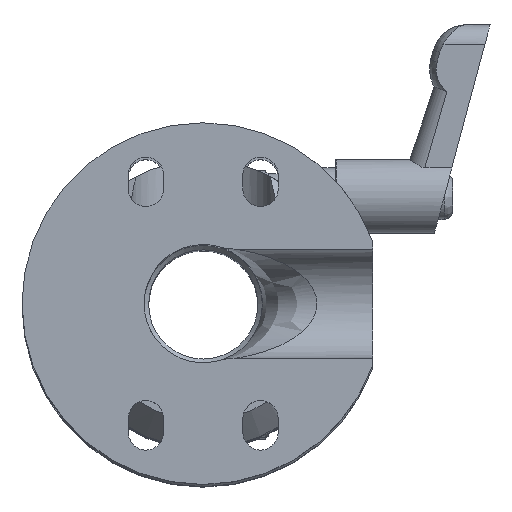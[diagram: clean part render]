
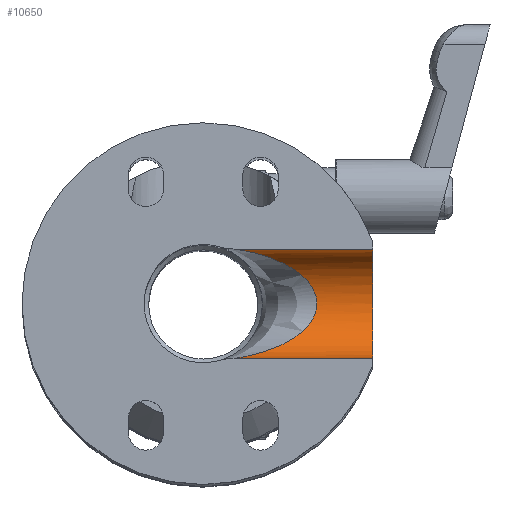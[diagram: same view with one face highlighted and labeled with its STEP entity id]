
A CAD part, top view. The second image highlights one B-rep face of the part: STEP entity #10650.
In plain terms, the highlighted cylindrical face has radius 9.525 mm (diameter 19.05 mm), a partial arc.
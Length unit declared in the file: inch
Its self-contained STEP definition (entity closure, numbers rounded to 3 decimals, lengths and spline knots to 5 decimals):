
#23 = CARTESIAN_POINT ( 'NONE',  ( 0.52552, -0.28988, 10.50241 ) ) ;
#25 = CARTESIAN_POINT ( 'NONE',  ( 0.58735, 0.2585, 10.46879 ) ) ;
#105 = CARTESIAN_POINT ( 'NONE',  ( 0.29758, -0.36128, 10.64025 ) ) ;
#839 = CARTESIAN_POINT ( 'NONE',  ( 0.76949, 0.06884, 10.37254 ) ) ;
#873 = CARTESIAN_POINT ( 'NONE',  ( 4.25069, 0., 10.74141 ) ) ;
#924 = CARTESIAN_POINT ( 'NONE',  ( 0.21875, 0.375, 10.72732 ) ) ;
#1047 = CARTESIAN_POINT ( 'NONE',  ( 0.75802, -0.09479, 10.37853 ) ) ;
#1119 = CARTESIAN_POINT ( 'NONE',  ( 0.61634, -0.24031, 10.45329 ) ) ;
#1200 = CARTESIAN_POINT ( 'NONE',  ( 0.78128, -0.01359, 10.3664 ) ) ;
#1207 = ORIENTED_EDGE ( 'NONE', *, *, #16077, .F. ) ;
#1726 = LINE ( 'NONE', #11888, #2881 ) ;
#1942 = CARTESIAN_POINT ( 'NONE',  ( 0.22427, 0.37421, 10.71378 ) ) ;
#2108 = CARTESIAN_POINT ( 'NONE',  ( 0.32889, 0.35443, 10.61837 ) ) ;
#2133 = DIRECTION ( 'NONE',  ( -1., 0., 0. ) ) ;
#2348 = VECTOR ( 'NONE', #12736, 39.37008 ) ;
#2374 = B_SPLINE_CURVE_WITH_KNOTS ( 'NONE', 3,
 ( #7406, #4916, #10320, #4995, #11264, #11606, #15247, #16587, #105, #12862, #15154, #3642, #8740, #6504, #23, #5246, #15333, #1119, #7496, #7565, #2530, #12533, #2459, #12613, #6247, #15502, #11345, #1047, #3816, #16497, #8838, #13966, #1200, #8915, #6328, #14041, #7645, #6423, #839, #2386, #4918, #13968, #5089, #6249, #8999, #7567, #14137, #16499, #9996, #11434, #25, #2532, #2633, #7746, #9895, #5908, #3537, #7052, #2108, #16157, #5982, #12415, #15982, #1942, #924, #14798 ),
 .UNSPECIFIED., .F., .F.,
 ( 4, 2, 2, 2, 2, 2, 2, 2, 2, 2, 2, 2, 2, 2, 2, 2, 2, 2, 2, 2, 2, 2, 2, 2, 2, 2, 2, 2, 2, 2, 2, 2, 4 ),
 ( 0., 0.01563, 0.03125, 0.0625, 0.09375, 0.125, 0.1875, 0.25, 0.28125, 0.3125, 0.34375, 0.375, 0.40625, 0.42188, 0.4375, 0.46875, 0.5, 0.51562, 0.53125, 0.5625, 0.57813, 0.59375, 0.625, 0.65625, 0.6875, 0.75, 0.78125, 0.8125, 0.875, 0.90625, 0.9375, 0.96875, 1. ),
 .UNSPECIFIED. ) ;
#2386 = CARTESIAN_POINT ( 'NONE',  ( 0.76103, 0.08855, 10.37695 ) ) ;
#2459 = CARTESIAN_POINT ( 'NONE',  ( 0.70523, -0.16856, 10.40618 ) ) ;
#2498 = VERTEX_POINT ( 'NONE', #9687 ) ;
#2530 = CARTESIAN_POINT ( 'NONE',  ( 0.66984, -0.20141, 10.42485 ) ) ;
#2532 = CARTESIAN_POINT ( 'NONE',  ( 0.54125, 0.2819, 10.49385 ) ) ;
#2558 = CARTESIAN_POINT ( 'NONE',  ( 1.165, 0.375, 10.74141 ) ) ;
#2633 = CARTESIAN_POINT ( 'NONE',  ( 0.52548, 0.28926, 10.50249 ) ) ;
#2690 = CARTESIAN_POINT ( 'NONE',  ( 4.25069, 0.375, 10.74141 ) ) ;
#2881 = VECTOR ( 'NONE', #8094, 39.37008 ) ;
#3299 = ORIENTED_EDGE ( 'NONE', *, *, #11807, .F. ) ;
#3537 = CARTESIAN_POINT ( 'NONE',  ( 0.39407, 0.33779, 10.57705 ) ) ;
#3642 = CARTESIAN_POINT ( 'NONE',  ( 0.39459, -0.33765, 10.57673 ) ) ;
#3816 = CARTESIAN_POINT ( 'NONE',  ( 0.76121, -0.08817, 10.37686 ) ) ;
#4916 = CARTESIAN_POINT ( 'NONE',  ( 0.21875, -0.375, 10.73439 ) ) ;
#4918 = CARTESIAN_POINT ( 'NONE',  ( 0.75788, 0.09506, 10.3786 ) ) ;
#4995 = CARTESIAN_POINT ( 'NONE',  ( 0.22518, -0.37405, 10.71387 ) ) ;
#5089 = CARTESIAN_POINT ( 'NONE',  ( 0.74711, 0.1144, 10.38422 ) ) ;
#5246 = CARTESIAN_POINT ( 'NONE',  ( 0.57198, -0.26631, 10.47714 ) ) ;
#5815 = DIRECTION ( 'NONE',  ( -1., 0., 0. ) ) ;
#5840 = CIRCLE ( 'NONE', #11442, 0.375 ) ;
#5908 = CARTESIAN_POINT ( 'NONE',  ( 0.42741, 0.32762, 10.5576 ) ) ;
#5982 = CARTESIAN_POINT ( 'NONE',  ( 0.28239, 0.36429, 10.65161 ) ) ;
#6247 = CARTESIAN_POINT ( 'NONE',  ( 0.73508, -0.13296, 10.39052 ) ) ;
#6249 = CARTESIAN_POINT ( 'NONE',  ( 0.7348, 0.13335, 10.39067 ) ) ;
#6328 = CARTESIAN_POINT ( 'NONE',  ( 0.78084, 0.01437, 10.36662 ) ) ;
#6423 = CARTESIAN_POINT ( 'NONE',  ( 0.77382, 0.05548, 10.37028 ) ) ;
#6504 = CARTESIAN_POINT ( 'NONE',  ( 0.49339, -0.30354, 10.52011 ) ) ;
#7052 = CARTESIAN_POINT ( 'NONE',  ( 0.34506, 0.35058, 10.60784 ) ) ;
#7406 = CARTESIAN_POINT ( 'NONE',  ( 0.21875, -0.375, 10.74141 ) ) ;
#7496 = CARTESIAN_POINT ( 'NONE',  ( 0.63035, -0.23107, 10.44581 ) ) ;
#7542 = CARTESIAN_POINT ( 'NONE',  ( 0.21875, 0.375, 10.74141 ) ) ;
#7565 = CARTESIAN_POINT ( 'NONE',  ( 0.6571, -0.21162, 10.43159 ) ) ;
#7567 = CARTESIAN_POINT ( 'NONE',  ( 0.70506, 0.16874, 10.40627 ) ) ;
#7645 = CARTESIAN_POINT ( 'NONE',  ( 0.77821, 0.03507, 10.36799 ) ) ;
#7746 = CARTESIAN_POINT ( 'NONE',  ( 0.49326, 0.30311, 10.52033 ) ) ;
#8094 = DIRECTION ( 'NONE',  ( -1., 0., 0. ) ) ;
#8740 = CARTESIAN_POINT ( 'NONE',  ( 0.42796, -0.32743, 10.55728 ) ) ;
#8838 = CARTESIAN_POINT ( 'NONE',  ( 0.77405, -0.05467, 10.37016 ) ) ;
#8915 = CARTESIAN_POINT ( 'NONE',  ( 0.78124, 0.00735, 10.36642 ) ) ;
#8999 = CARTESIAN_POINT ( 'NONE',  ( 0.72551, 0.14546, 10.39553 ) ) ;
#9687 = CARTESIAN_POINT ( 'NONE',  ( 1.165, -0.375, 10.74141 ) ) ;
#9750 = CYLINDRICAL_SURFACE ( 'NONE', #16071, 0.375 ) ;
#9886 = ORIENTED_EDGE ( 'NONE', *, *, #11697, .F. ) ;
#9895 = CARTESIAN_POINT ( 'NONE',  ( 0.47681, 0.3096, 10.52953 ) ) ;
#9996 = CARTESIAN_POINT ( 'NONE',  ( 0.65692, 0.21176, 10.43169 ) ) ;
#10207 = EDGE_LOOP ( 'NONE', ( #14522, #1207, #9886, #3299 ) ) ;
#10244 = VERTEX_POINT ( 'NONE', #2558 ) ;
#10320 = CARTESIAN_POINT ( 'NONE',  ( 0.22011, -0.3748, 10.72749 ) ) ;
#10650 = ADVANCED_FACE ( 'NONE', ( #13285 ), #9750, .F. ) ;
#11264 = CARTESIAN_POINT ( 'NONE',  ( 0.22893, -0.37349, 10.70711 ) ) ;
#11345 = CARTESIAN_POINT ( 'NONE',  ( 0.75105, -0.10776, 10.38217 ) ) ;
#11434 = CARTESIAN_POINT ( 'NONE',  ( 0.61649, 0.24112, 10.45318 ) ) ;
#11442 = AXIS2_PLACEMENT_3D ( 'NONE', #12343, #5815, #16082 ) ;
#11606 = CARTESIAN_POINT ( 'NONE',  ( 0.24265, -0.37134, 10.6875 ) ) ;
#11607 = EDGE_CURVE ( 'NONE', #11870, #11797, #2374, .T. ) ;
#11697 = EDGE_CURVE ( 'NONE', #10244, #2498, #5840, .T. ) ;
#11797 = VERTEX_POINT ( 'NONE', #7542 ) ;
#11807 = EDGE_CURVE ( 'NONE', #11797, #10244, #14203, .T. ) ;
#11870 = VERTEX_POINT ( 'NONE', #16584 ) ;
#11888 = CARTESIAN_POINT ( 'NONE',  ( 4.25069, -0.375, 10.74141 ) ) ;
#12343 = CARTESIAN_POINT ( 'NONE',  ( 1.165, 0., 10.74141 ) ) ;
#12415 = CARTESIAN_POINT ( 'NONE',  ( 0.25502, 0.3693, 10.67517 ) ) ;
#12533 = CARTESIAN_POINT ( 'NONE',  ( 0.69388, -0.17992, 10.41216 ) ) ;
#12613 = CARTESIAN_POINT ( 'NONE',  ( 0.72582, -0.14508, 10.39537 ) ) ;
#12736 = DIRECTION ( 'NONE',  ( 1., 0., 0. ) ) ;
#12862 = CARTESIAN_POINT ( 'NONE',  ( 0.32888, -0.35443, 10.61838 ) ) ;
#13285 = FACE_OUTER_BOUND ( 'NONE', #10207, .T. ) ;
#13630 = DIRECTION ( 'NONE',  ( 0., 1., 0. ) ) ;
#13966 = CARTESIAN_POINT ( 'NONE',  ( 0.77981, -0.02738, 10.36716 ) ) ;
#13968 = CARTESIAN_POINT ( 'NONE',  ( 0.75093, 0.10798, 10.38223 ) ) ;
#14041 = CARTESIAN_POINT ( 'NONE',  ( 0.77933, 0.02821, 10.36741 ) ) ;
#14137 = CARTESIAN_POINT ( 'NONE',  ( 0.6939, 0.17991, 10.41215 ) ) ;
#14203 = LINE ( 'NONE', #2690, #2348 ) ;
#14522 = ORIENTED_EDGE ( 'NONE', *, *, #11607, .F. ) ;
#14798 = CARTESIAN_POINT ( 'NONE',  ( 0.21875, 0.375, 10.74141 ) ) ;
#15154 = CARTESIAN_POINT ( 'NONE',  ( 0.34515, -0.35056, 10.60778 ) ) ;
#15247 = CARTESIAN_POINT ( 'NONE',  ( 0.25494, -0.36931, 10.67524 ) ) ;
#15333 = CARTESIAN_POINT ( 'NONE',  ( 0.58719, -0.25792, 10.46894 ) ) ;
#15502 = CARTESIAN_POINT ( 'NONE',  ( 0.74727, -0.11414, 10.38414 ) ) ;
#15982 = CARTESIAN_POINT ( 'NONE',  ( 0.24268, 0.37133, 10.68744 ) ) ;
#16071 = AXIS2_PLACEMENT_3D ( 'NONE', #873, #2133, #13630 ) ;
#16077 = EDGE_CURVE ( 'NONE', #2498, #11870, #1726, .T. ) ;
#16082 = DIRECTION ( 'NONE',  ( 0., 1., 0. ) ) ;
#16157 = CARTESIAN_POINT ( 'NONE',  ( 0.29757, 0.36128, 10.64026 ) ) ;
#16497 = CARTESIAN_POINT ( 'NONE',  ( 0.76975, -0.06816, 10.3724 ) ) ;
#16499 = CARTESIAN_POINT ( 'NONE',  ( 0.66987, 0.20139, 10.42483 ) ) ;
#16584 = CARTESIAN_POINT ( 'NONE',  ( 0.21875, -0.375, 10.74141 ) ) ;
#16587 = CARTESIAN_POINT ( 'NONE',  ( 0.28246, -0.36427, 10.65155 ) ) ;
